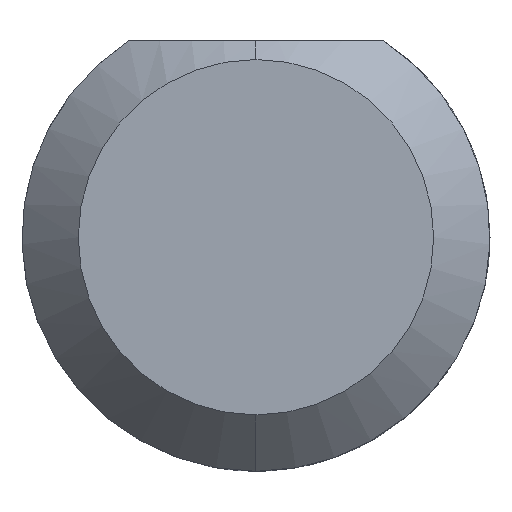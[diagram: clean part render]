
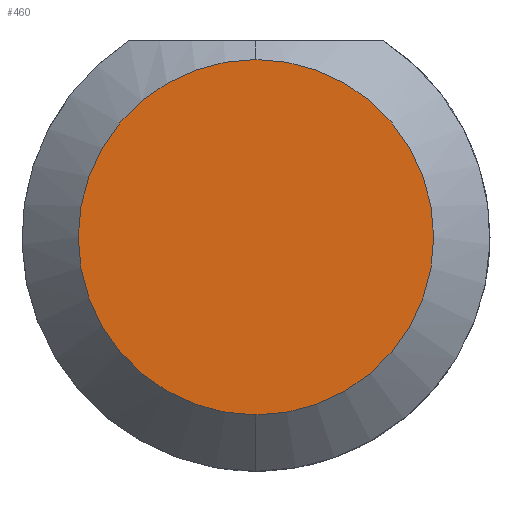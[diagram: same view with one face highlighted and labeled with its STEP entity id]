
A CAD part, left-side view. The second image highlights one B-rep face of the part: STEP entity #460.
In plain terms, the highlighted planar face has unit normal (-1, 0, 0).
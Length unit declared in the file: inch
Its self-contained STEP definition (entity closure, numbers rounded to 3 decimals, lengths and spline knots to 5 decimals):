
#2 = ORIENTED_EDGE ( 'NONE', *, *, #4, .T. ) ;
#4 = EDGE_CURVE ( 'NONE', #38, #131, #521, .T. ) ;
#34 = DIRECTION ( 'NONE',  ( 1., 0., 0. ) ) ;
#38 = VERTEX_POINT ( 'NONE', #555 ) ;
#40 = PLANE ( 'NONE',  #419 ) ;
#131 = VERTEX_POINT ( 'NONE', #475 ) ;
#171 = AXIS2_PLACEMENT_3D ( 'NONE', #215, #579, #273 ) ;
#196 = DIRECTION ( 'NONE',  ( -1., 0., 0. ) ) ;
#215 = CARTESIAN_POINT ( 'NONE',  ( 0., 0., 0. ) ) ;
#224 = EDGE_CURVE ( 'NONE', #131, #38, #629, .T. ) ;
#273 = DIRECTION ( 'NONE',  ( 0., 0., 1. ) ) ;
#292 = DIRECTION ( 'NONE',  ( 0., 0., -1. ) ) ;
#300 = AXIS2_PLACEMENT_3D ( 'NONE', #360, #196, #457 ) ;
#357 = EDGE_LOOP ( 'NONE', ( #510, #2 ) ) ;
#360 = CARTESIAN_POINT ( 'NONE',  ( 0., 0., 0. ) ) ;
#419 = AXIS2_PLACEMENT_3D ( 'NONE', #511, #34, #292 ) ;
#457 = DIRECTION ( 'NONE',  ( 0., 0., 1. ) ) ;
#460 = ADVANCED_FACE ( 'NONE', ( #527 ), #40, .F. ) ;
#475 = CARTESIAN_POINT ( 'NONE',  ( 0., 0., -0.04735 ) ) ;
#510 = ORIENTED_EDGE ( 'NONE', *, *, #224, .T. ) ;
#511 = CARTESIAN_POINT ( 'NONE',  ( 0., 0., 0. ) ) ;
#521 = CIRCLE ( 'NONE', #300, 0.04735 ) ;
#527 = FACE_OUTER_BOUND ( 'NONE', #357, .T. ) ;
#555 = CARTESIAN_POINT ( 'NONE',  ( 0., 0., 0.04735 ) ) ;
#579 = DIRECTION ( 'NONE',  ( -1., 0., 0. ) ) ;
#629 = CIRCLE ( 'NONE', #171, 0.04735 ) ;
